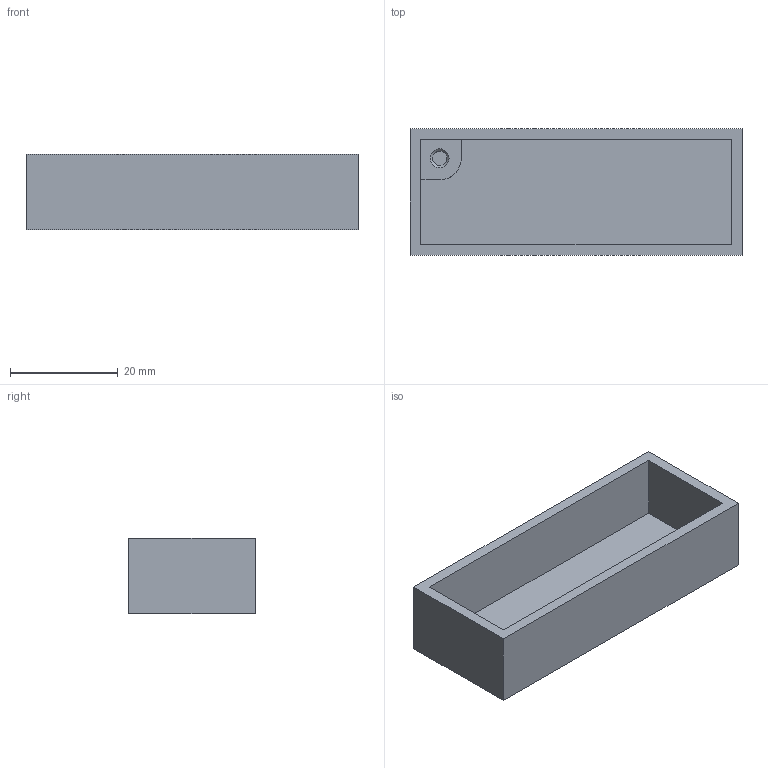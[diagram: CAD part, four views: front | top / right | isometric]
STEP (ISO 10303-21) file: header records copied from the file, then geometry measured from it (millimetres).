
FILE_DESCRIPTION(('FreeCAD Model'),'2;1');
FILE_NAME('Open CASCADE Shape Model','2025-11-23T23:07:44',(''),(''), 'Open CASCADE STEP processor 7.9','FreeCAD','Unknown');
FILE_SCHEMA(('AUTOMOTIVE_DESIGN { 1 0 10303 214 1 1 1 1 }'));
Length unit declared in the file: millimetre
Products named in the file (1): Chamfer
Bounding box: 61.5 x 23.5 x 14 mm (x, y, z)
Volume: 6960.4 mm3; surface area: 7152.3 mm2
Topology: 1 solids, 1 shells, 18 faces, 41 edges, 27 vertices
Faces by surface type: plane 15, cylinder 2, cone 1
Full cylindrical faces by diameter (mm): 2.7 x1
Entity records: 524 total; most frequent: CARTESIAN_POINT 87, DIRECTION 84, ORIENTED_EDGE 82, EDGE_CURVE 41, LINE 36, VECTOR 36, VERTEX_POINT 27, AXIS2_PLACEMENT_3D 24
